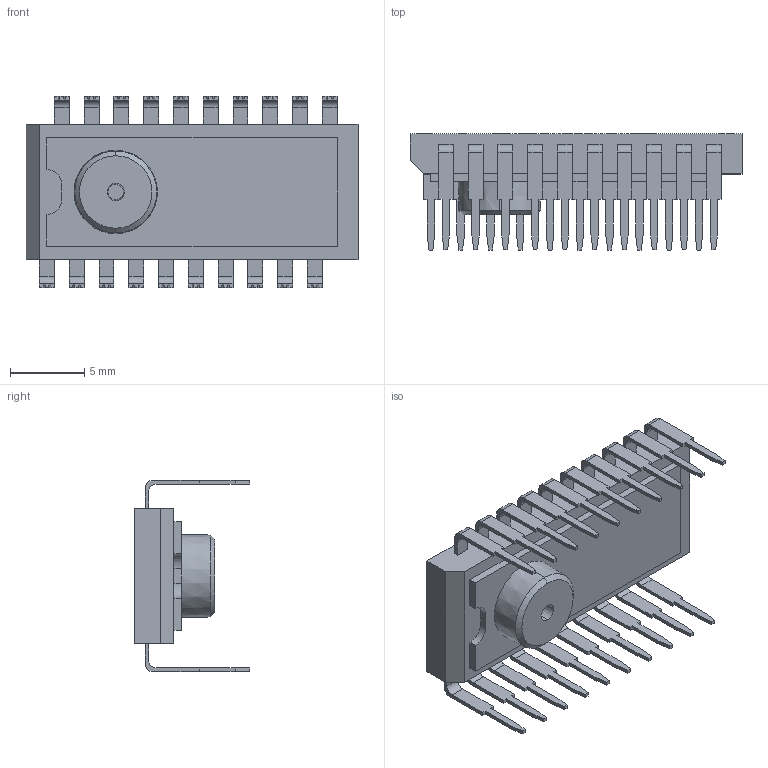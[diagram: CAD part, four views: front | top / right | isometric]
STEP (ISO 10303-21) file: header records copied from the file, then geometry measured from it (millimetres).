
FILE_DESCRIPTION (( 'STEP AP203' ), '1' );
FILE_NAME ('ADNS3080_AP203.STEP', '2017-07-18T14:49:31', ( '' ), ( '' ), 'SwSTEP 2.0', 'SolidWorks 2016', '' );
FILE_SCHEMA (( 'CONFIG_CONTROL_DESIGN' ));
Length unit declared in the file: millimetre
Products named in the file (1): ADNS3080_AP203
Bounding box: 22.3 x 7.79 x 12.85 mm (x, y, z)
Volume: 686.8 mm3; surface area: 1022.3 mm2
Topology: 1 solids, 1 shells, 463 faces, 1220 edges, 812 vertices
Faces by surface type: plane 328, cylinder 78, bspline 49, cone 8
Entity records: 17285 total; most frequent: CARTESIAN_POINT 5897, ORIENTED_EDGE 2440, DIRECTION 2120, EDGE_CURVE 1220, VECTOR 954, LINE 954, VERTEX_POINT 812, AXIS2_PLACEMENT_3D 583
